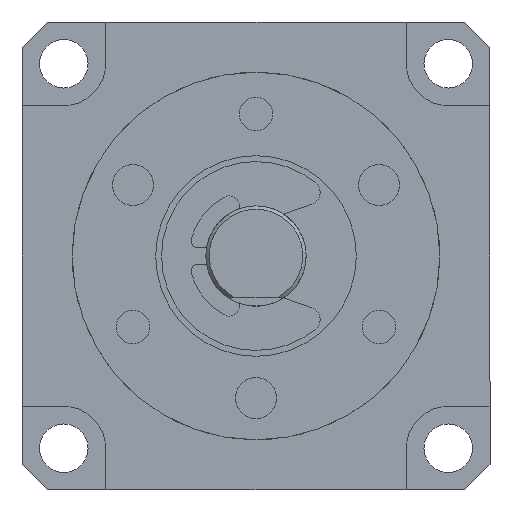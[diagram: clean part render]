
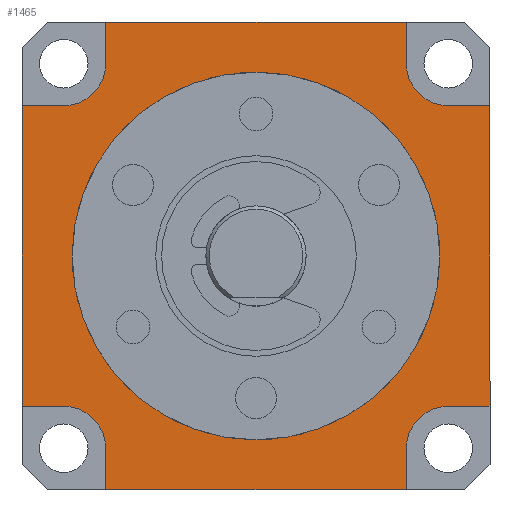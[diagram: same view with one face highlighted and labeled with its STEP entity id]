
A CAD part, front view. The second image highlights one B-rep face of the part: STEP entity #1465.
In plain terms, the highlighted planar face has unit normal (0, -1, 0).
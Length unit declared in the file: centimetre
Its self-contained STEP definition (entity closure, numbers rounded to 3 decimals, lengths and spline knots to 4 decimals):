
#56=LINE('',#2346,#156);
#65=LINE('',#2371,#165);
#69=LINE('',#2384,#169);
#76=LINE('',#2402,#176);
#81=LINE('',#2415,#181);
#84=LINE('',#2420,#184);
#86=LINE('',#2424,#186);
#89=LINE('',#2430,#189);
#96=LINE('',#2446,#196);
#99=LINE('',#2451,#199);
#107=LINE('',#2465,#207);
#108=LINE('',#2467,#208);
#156=VECTOR('',#1940,0.25);
#165=VECTOR('',#1961,0.25);
#169=VECTOR('',#1973,0.25);
#176=VECTOR('',#1988,0.25);
#181=VECTOR('',#1999,0.25);
#184=VECTOR('',#2004,0.25);
#186=VECTOR('',#2008,0.25);
#189=VECTOR('',#2013,0.25);
#196=VECTOR('',#2028,1.8);
#199=VECTOR('',#2033,1.8);
#207=VECTOR('',#2045,1.8);
#208=VECTOR('',#2048,1.8);
#288=PLANE('',#1638);
#341=FACE_BOUND('',#606,.T.);
#467=FACE_OUTER_BOUND('',#605,.T.);
#605=EDGE_LOOP('',(#1361,#1362,#1363,#1364,#1365,#1366,#1367,#1368,#1369,
#1370,#1371,#1372,#1373,#1374,#1375,#1376));
#606=EDGE_LOOP('',(#1377));
#670=CIRCLE('',#1588,0.98);
#674=CIRCLE('',#1595,0.25);
#677=CIRCLE('',#1601,0.25);
#680=CIRCLE('',#1607,0.25);
#682=CIRCLE('',#1611,0.25);
#767=VERTEX_POINT('',#2315);
#772=VERTEX_POINT('',#2327);
#773=VERTEX_POINT('',#2329);
#779=VERTEX_POINT('',#2345);
#782=VERTEX_POINT('',#2352);
#783=VERTEX_POINT('',#2354);
#789=VERTEX_POINT('',#2370);
#792=VERTEX_POINT('',#2377);
#793=VERTEX_POINT('',#2379);
#794=VERTEX_POINT('',#2383);
#798=VERTEX_POINT('',#2392);
#799=VERTEX_POINT('',#2394);
#801=VERTEX_POINT('',#2400);
#806=VERTEX_POINT('',#2414);
#807=VERTEX_POINT('',#2418);
#808=VERTEX_POINT('',#2422);
#810=VERTEX_POINT('',#2428);
#927=EDGE_CURVE('',#767,#767,#670,.T.);
#932=EDGE_CURVE('',#772,#773,#674,.T.);
#940=EDGE_CURVE('',#779,#773,#56,.T.);
#944=EDGE_CURVE('',#782,#783,#677,.T.);
#952=EDGE_CURVE('',#789,#783,#65,.T.);
#956=EDGE_CURVE('',#792,#793,#680,.T.);
#958=EDGE_CURVE('',#794,#793,#69,.T.);
#963=EDGE_CURVE('',#798,#799,#682,.T.);
#967=EDGE_CURVE('',#798,#801,#76,.T.);
#973=EDGE_CURVE('',#806,#799,#81,.T.);
#976=EDGE_CURVE('',#772,#807,#84,.T.);
#978=EDGE_CURVE('',#782,#808,#86,.T.);
#981=EDGE_CURVE('',#792,#810,#89,.T.);
#989=EDGE_CURVE('',#806,#807,#96,.T.);
#992=EDGE_CURVE('',#779,#808,#99,.T.);
#1000=EDGE_CURVE('',#794,#801,#107,.T.);
#1001=EDGE_CURVE('',#789,#810,#108,.T.);
#1361=ORIENTED_EDGE('',*,*,#967,.T.);
#1362=ORIENTED_EDGE('',*,*,#1000,.F.);
#1363=ORIENTED_EDGE('',*,*,#958,.T.);
#1364=ORIENTED_EDGE('',*,*,#956,.F.);
#1365=ORIENTED_EDGE('',*,*,#981,.T.);
#1366=ORIENTED_EDGE('',*,*,#1001,.F.);
#1367=ORIENTED_EDGE('',*,*,#952,.T.);
#1368=ORIENTED_EDGE('',*,*,#944,.F.);
#1369=ORIENTED_EDGE('',*,*,#978,.T.);
#1370=ORIENTED_EDGE('',*,*,#992,.F.);
#1371=ORIENTED_EDGE('',*,*,#940,.T.);
#1372=ORIENTED_EDGE('',*,*,#932,.F.);
#1373=ORIENTED_EDGE('',*,*,#976,.T.);
#1374=ORIENTED_EDGE('',*,*,#989,.F.);
#1375=ORIENTED_EDGE('',*,*,#973,.T.);
#1376=ORIENTED_EDGE('',*,*,#963,.F.);
#1377=ORIENTED_EDGE('',*,*,#927,.T.);
#1465=ADVANCED_FACE('',(#467,#341),#288,.T.);
#1588=AXIS2_PLACEMENT_3D('',#2316,#1911,#1912);
#1595=AXIS2_PLACEMENT_3D('',#2330,#1926,#1927);
#1601=AXIS2_PLACEMENT_3D('',#2355,#1947,#1948);
#1607=AXIS2_PLACEMENT_3D('',#2380,#1968,#1969);
#1611=AXIS2_PLACEMENT_3D('',#2395,#1981,#1982);
#1638=AXIS2_PLACEMENT_3D('',#2488,#2075,#2076);
#1911=DIRECTION('center_axis',(0.,1.,0.));
#1912=DIRECTION('ref_axis',(-1.,0.,0.));
#1926=DIRECTION('center_axis',(0.,-1.,0.));
#1927=DIRECTION('ref_axis',(0.707,0.,-0.707));
#1940=DIRECTION('',(0.,0.,-1.));
#1947=DIRECTION('center_axis',(0.,-1.,0.));
#1948=DIRECTION('ref_axis',(-0.707,0.,-0.707));
#1961=DIRECTION('',(-1.,0.,0.));
#1968=DIRECTION('center_axis',(0.,-1.,0.));
#1969=DIRECTION('ref_axis',(-0.707,0.,0.707));
#1973=DIRECTION('',(0.,0.,1.));
#1981=DIRECTION('center_axis',(0.,-1.,0.));
#1982=DIRECTION('ref_axis',(0.707,0.,0.707));
#1988=DIRECTION('',(0.,0.,-1.));
#1999=DIRECTION('',(1.,0.,0.));
#2004=DIRECTION('',(-1.,0.,0.));
#2008=DIRECTION('',(0.,0.,1.));
#2013=DIRECTION('',(1.,0.,0.));
#2028=DIRECTION('',(0.,0.,1.));
#2033=DIRECTION('',(1.,0.,0.));
#2045=DIRECTION('',(-1.,0.,0.));
#2048=DIRECTION('',(0.,0.,-1.));
#2075=DIRECTION('center_axis',(0.,-1.,0.));
#2076=DIRECTION('ref_axis',(0.,0.,-1.));
#2315=CARTESIAN_POINT('',(0.0815,1.7378,-0.0684));
#2316=CARTESIAN_POINT('Origin',(-0.8985,1.7378,-0.0684));
#2327=CARTESIAN_POINT('',(-2.0485,1.7378,0.8316));
#2329=CARTESIAN_POINT('',(-1.7985,1.7378,1.0816));
#2330=CARTESIAN_POINT('Origin',(-2.0485,1.7378,1.0816));
#2345=CARTESIAN_POINT('',(-1.7985,1.7378,1.3316));
#2346=CARTESIAN_POINT('',(-1.7985,1.7378,1.2816));
#2352=CARTESIAN_POINT('',(0.0015,1.7378,1.0816));
#2354=CARTESIAN_POINT('',(0.2515,1.7378,0.8316));
#2355=CARTESIAN_POINT('Origin',(0.2515,1.7378,1.0816));
#2370=CARTESIAN_POINT('',(0.5015,1.7378,0.8316));
#2371=CARTESIAN_POINT('',(-0.3735,1.7378,0.8316));
#2377=CARTESIAN_POINT('',(0.2515,1.7378,-0.9684));
#2379=CARTESIAN_POINT('',(0.0015,1.7378,-1.2184));
#2380=CARTESIAN_POINT('Origin',(0.2515,1.7378,-1.2184));
#2383=CARTESIAN_POINT('',(0.0015,1.7378,-1.4684));
#2384=CARTESIAN_POINT('',(0.0015,1.7378,-0.7184));
#2392=CARTESIAN_POINT('',(-1.7985,1.7378,-1.2184));
#2394=CARTESIAN_POINT('',(-2.0485,1.7378,-0.9684));
#2395=CARTESIAN_POINT('Origin',(-2.0485,1.7378,-1.2184));
#2400=CARTESIAN_POINT('',(-1.7985,1.7378,-1.4684));
#2402=CARTESIAN_POINT('',(-1.7985,1.7378,-0.1684));
#2414=CARTESIAN_POINT('',(-2.2985,1.7378,-0.9684));
#2415=CARTESIAN_POINT('',(-2.1235,1.7378,-0.9684));
#2418=CARTESIAN_POINT('',(-2.2985,1.7378,0.8316));
#2420=CARTESIAN_POINT('',(-1.6985,1.7378,0.8316));
#2422=CARTESIAN_POINT('',(0.0015,1.7378,1.3316));
#2424=CARTESIAN_POINT('',(0.0015,1.7378,0.7316));
#2428=CARTESIAN_POINT('',(0.5015,1.7378,-0.9684));
#2430=CARTESIAN_POINT('',(-0.7985,1.7378,-0.9684));
#2446=CARTESIAN_POINT('',(-2.2985,1.7378,-1.4684));
#2451=CARTESIAN_POINT('',(-2.2985,1.7378,1.3316));
#2465=CARTESIAN_POINT('',(0.5015,1.7378,-1.4684));
#2467=CARTESIAN_POINT('',(0.5015,1.7378,1.3316));
#2488=CARTESIAN_POINT('Origin',(-1.5985,1.7378,0.6316));
